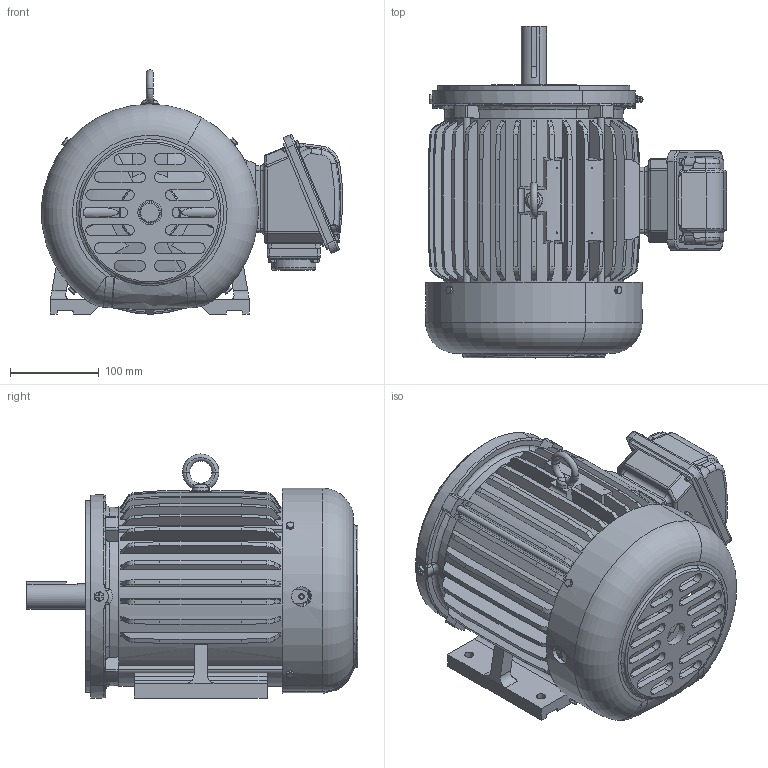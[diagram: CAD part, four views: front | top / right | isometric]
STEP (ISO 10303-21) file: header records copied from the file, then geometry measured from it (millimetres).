
FILE_DESCRIPTION(('CATIA V5 STEP Exchange'),'2;1');
FILE_NAME('AEHH8N 182TC.stp','2017-01-06T06:32:03+00:00',('none'),('none'),'CATIA Version 5 Release 19 SP 9 (IN-10)','CATIA V5 STEP AP203','none');
FILE_SCHEMA(('CONFIG_CONTROL_DESIGN'));
Length unit declared in the file: millimetre
Products named in the file (1): AEHH8N 182TC
Bounding box: 338.88 x 373.55 x 274.8 mm (x, y, z)
Volume: 3538259.5 mm3; surface area: 1014856.4 mm2
Topology: 5 solids, 17 shells, 2029 faces, 5284 edges, 3355 vertices
Faces by surface type: plane 725, cylinder 646, torus 302, cone 242, bspline 64, sphere 50
Entity records: 66974 total; most frequent: CARTESIAN_POINT 23283, ORIENTED_EDGE 10472, DIRECTION 6360, EDGE_CURVE 5236, VERTEX_POINT 3355, AXIS2_PLACEMENT_3D 3181, EDGE_LOOP 2249, ADVANCED_FACE 2029
